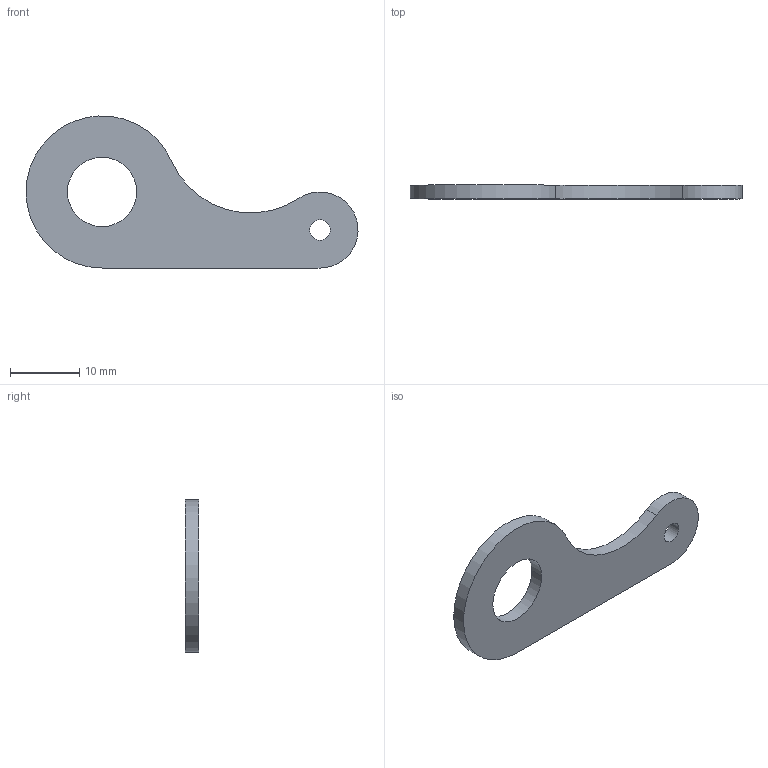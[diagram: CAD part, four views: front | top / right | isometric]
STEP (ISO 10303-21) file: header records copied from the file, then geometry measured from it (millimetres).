
FILE_DESCRIPTION((''),'2;1');
FILE_NAME('MOTO_MORINI_SEITENSTAENDERBLECH','2012-06-19T',('uidf2490'),('Continental_Automotive'),'PRO/ENGINEER BY PARAMETRIC TECHNOLOGY CORPORATION, 2011330','PRO/ENGINEER BY PARAMETRIC TECHNOLOGY CORPORATION, 2011330','');
FILE_SCHEMA(('AUTOMOTIVE_DESIGN { 1 0 10303 214 1 1 1 1 }'));
Length unit declared in the file: millimetre
Products named in the file (1): MOTO_MORINI_SEITENSTAENDERBLECH
Bounding box: 48.02 x 2 x 21.99 mm (x, y, z)
Volume: 1125.5 mm3; surface area: 1449.5 mm2
Topology: 1 solids, 1 shells, 10 faces, 27 edges, 22 vertices
Faces by surface type: cylinder 7, plane 3
Entity records: 785 total; most frequent: COLOUR_RGB 95, DIRECTION 63, CARTESIAN_POINT 56, PROPERTY_DEFINITION 55, REPRESENTATION 54, PROPERTY_DEFINITION_REPRESENTATION 54, ORIENTED_EDGE 48, GENERAL_PROPERTY 48
